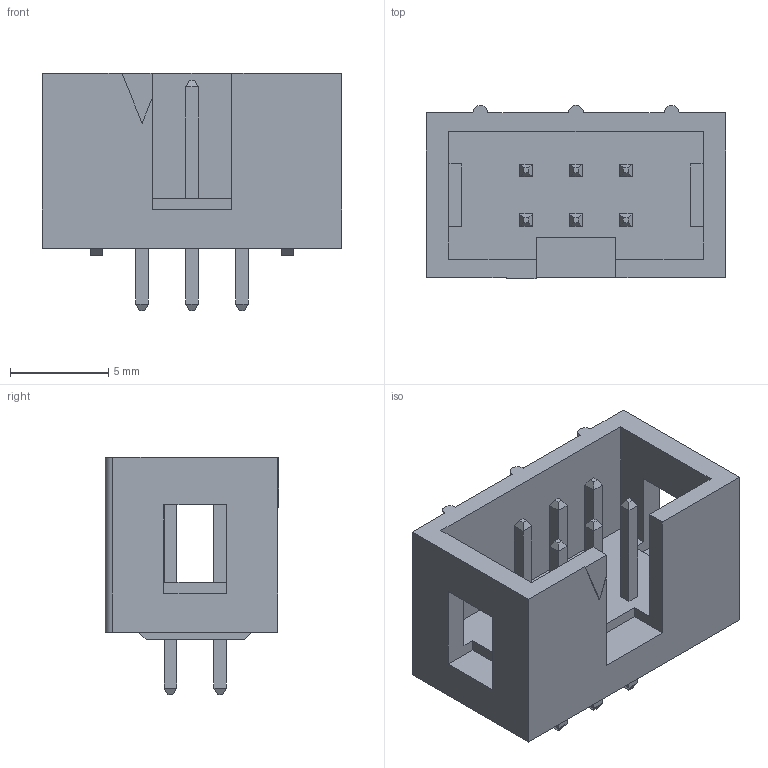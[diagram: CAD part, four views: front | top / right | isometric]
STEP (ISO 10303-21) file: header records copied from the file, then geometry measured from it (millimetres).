
FILE_DESCRIPTION(/* description */ (''),/* implementation_level */ '2;1');
FILE_NAME(/* name */ '78-5110-5528-3.stp',/* time_stamp */ '2010-04-05T13:03:18-05:00',/* author */ (''),/* organization */ (''),/* preprocessor_version */ 'ST-DEVELOPER v11',/* originating_system */ 'UGS - NX 5.0',/* authorisation */ '');
FILE_SCHEMA (('AUTOMOTIVE_DESIGN { 1 0 10303 214 1 1 1 1 }'));
Length unit declared in the file: inch
Products named in the file (1): 78-5110-5528-3
Bounding box: 15.21 x 8.81 x 12.06 mm (x, y, z)
Volume: 565.8 mm3; surface area: 1026 mm2
Topology: 1 solids, 1 shells, 153 faces, 369 edges, 230 vertices
Faces by surface type: plane 150, cylinder 3
Entity records: 4339 total; most frequent: CARTESIAN_POINT 753, ORIENTED_EDGE 738, DIRECTION 683, EDGE_CURVE 369, LINE 363, VECTOR 363, VERTEX_POINT 230, EDGE_LOOP 169
